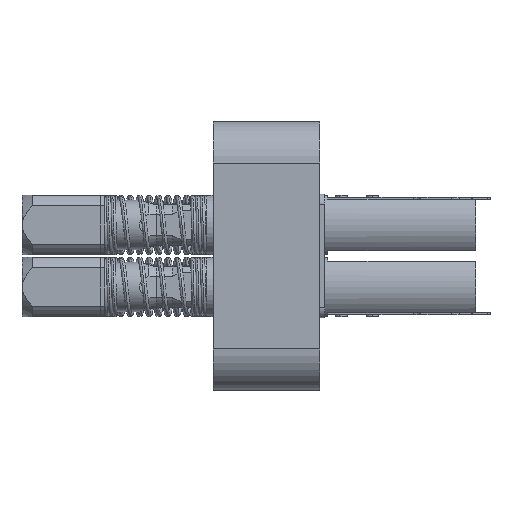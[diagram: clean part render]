
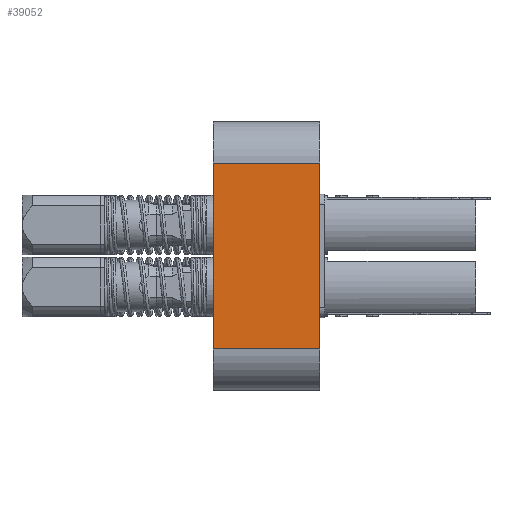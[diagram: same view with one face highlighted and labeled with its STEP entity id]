
A CAD part, left-side view. The second image highlights one B-rep face of the part: STEP entity #39052.
In plain terms, the highlighted planar face has unit normal (-1, 0, 0).
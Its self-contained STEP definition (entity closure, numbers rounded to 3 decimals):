
#2980 = VERTEX_POINT ( 'NONE', #31693 ) ;
#4702 = CARTESIAN_POINT ( 'NONE',  ( -10., 10.8, 9. ) ) ;
#5998 = CARTESIAN_POINT ( 'NONE',  ( -10., 0.5, 13. ) ) ;
#6531 = DIRECTION ( 'NONE',  ( 1., 0., 0. ) ) ;
#7526 = ORIENTED_EDGE ( 'NONE', *, *, #20855, .T. ) ;
#8057 = LINE ( 'NONE', #14672, #15961 ) ;
#9523 = PLANE ( 'NONE',  #38726 ) ;
#14672 = CARTESIAN_POINT ( 'NONE',  ( -10., 10.8, -9. ) ) ;
#14903 = DIRECTION ( 'NONE',  ( 0., 0., 1. ) ) ;
#15384 = CARTESIAN_POINT ( 'NONE',  ( -10., 0.5, 9. ) ) ;
#15482 = DIRECTION ( 'NONE',  ( 0., 0., -1. ) ) ;
#15961 = VECTOR ( 'NONE', #31286, 1000. ) ;
#16074 = CARTESIAN_POINT ( 'NONE',  ( -10., 10.8, -9. ) ) ;
#17176 = ORIENTED_EDGE ( 'NONE', *, *, #31090, .F. ) ;
#19019 = DIRECTION ( 'NONE',  ( 0., 0., -1. ) ) ;
#20855 = EDGE_CURVE ( 'NONE', #24456, #2980, #8057, .T. ) ;
#22795 = EDGE_CURVE ( 'NONE', #40997, #28497, #40228, .T. ) ;
#24011 = ORIENTED_EDGE ( 'NONE', *, *, #24710, .F. ) ;
#24113 = LINE ( 'NONE', #37929, #39723 ) ;
#24456 = VERTEX_POINT ( 'NONE', #16074 ) ;
#24619 = VECTOR ( 'NONE', #30842, 1000. ) ;
#24710 = EDGE_CURVE ( 'NONE', #24456, #28497, #24113, .T. ) ;
#28497 = VERTEX_POINT ( 'NONE', #4702 ) ;
#28735 = FACE_OUTER_BOUND ( 'NONE', #35690, .T. ) ;
#30842 = DIRECTION ( 'NONE',  ( 0., 1., 0. ) ) ;
#31037 = CARTESIAN_POINT ( 'NONE',  ( -10., 10.8, 9. ) ) ;
#31090 = EDGE_CURVE ( 'NONE', #40997, #2980, #35225, .T. ) ;
#31286 = DIRECTION ( 'NONE',  ( 0., -1., 0. ) ) ;
#31415 = VECTOR ( 'NONE', #19019, 1000. ) ;
#31693 = CARTESIAN_POINT ( 'NONE',  ( -10., 0.5, -9. ) ) ;
#31905 = CARTESIAN_POINT ( 'NONE',  ( -10., 10.8, 13. ) ) ;
#33331 = ORIENTED_EDGE ( 'NONE', *, *, #22795, .T. ) ;
#35225 = LINE ( 'NONE', #5998, #31415 ) ;
#35690 = EDGE_LOOP ( 'NONE', ( #17176, #33331, #24011, #7526 ) ) ;
#37929 = CARTESIAN_POINT ( 'NONE',  ( -10., 10.8, 13. ) ) ;
#38726 = AXIS2_PLACEMENT_3D ( 'NONE', #31905, #6531, #15482 ) ;
#39052 = ADVANCED_FACE ( 'Defeature ausgef�hrt3_381', ( #28735 ), #9523, .F. ) ;
#39723 = VECTOR ( 'NONE', #14903, 1000. ) ;
#40228 = LINE ( 'NONE', #31037, #24619 ) ;
#40997 = VERTEX_POINT ( 'NONE', #15384 ) ;
